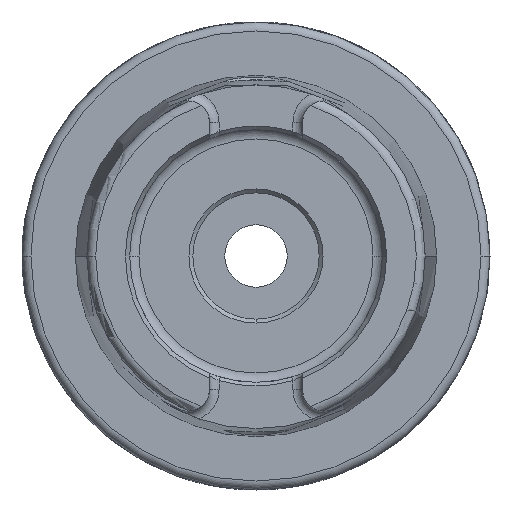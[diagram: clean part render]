
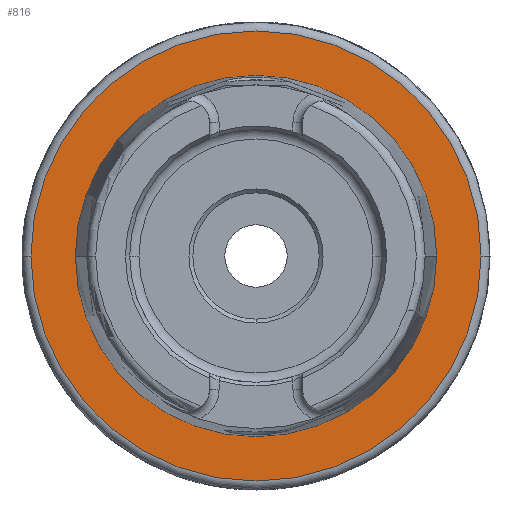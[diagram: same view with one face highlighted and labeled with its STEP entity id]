
A CAD part, left-side view. The second image highlights one B-rep face of the part: STEP entity #816.
In plain terms, the highlighted planar face has unit normal (-1, 0, 0).
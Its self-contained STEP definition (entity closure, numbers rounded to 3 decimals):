
#160 = CARTESIAN_POINT ( 'NONE',  ( 0., 0., 0. ) ) ;
#238 = CARTESIAN_POINT ( 'NONE',  ( 0., 0., 0. ) ) ;
#300 = DIRECTION ( 'NONE',  ( 1., 0., 0. ) ) ;
#816 = ADVANCED_FACE ( 'NONE', ( #4816, #5056 ), #12835, .T. ) ;
#1690 = AXIS2_PLACEMENT_3D ( 'NONE', #9835, #3897, #6873 ) ;
#1715 = ORIENTED_EDGE ( 'NONE', *, *, #4237, .F. ) ;
#1760 = AXIS2_PLACEMENT_3D ( 'NONE', #238, #6981, #9153 ) ;
#2167 = EDGE_CURVE ( 'NONE', #6948, #10672, #12035, .T. ) ;
#2220 = DIRECTION ( 'NONE',  ( 0., 1., 0. ) ) ;
#2224 = CARTESIAN_POINT ( 'NONE',  ( 0., 0., 0. ) ) ;
#2367 = DIRECTION ( 'NONE',  ( 0., 1., 0. ) ) ;
#2519 = CARTESIAN_POINT ( 'NONE',  ( 0., 24.321, 0. ) ) ;
#3078 = AXIS2_PLACEMENT_3D ( 'NONE', #160, #8076, #2220 ) ;
#3897 = DIRECTION ( 'NONE',  ( -1., 0., 0. ) ) ;
#4237 = EDGE_CURVE ( 'NONE', #11799, #9568, #4334, .T. ) ;
#4330 = ORIENTED_EDGE ( 'NONE', *, *, #4347, .T. ) ;
#4334 = CIRCLE ( 'NONE', #7853, 30.3 ) ;
#4347 = EDGE_CURVE ( 'NONE', #10672, #6948, #8921, .T. ) ;
#4536 = AXIS2_PLACEMENT_3D ( 'NONE', #2224, #300, #2367 ) ;
#4816 = FACE_BOUND ( 'NONE', #8623, .T. ) ;
#4909 = CARTESIAN_POINT ( 'NONE',  ( 0., 0., 0. ) ) ;
#5056 = FACE_OUTER_BOUND ( 'NONE', #10810, .T. ) ;
#6432 = ORIENTED_EDGE ( 'NONE', *, *, #2167, .T. ) ;
#6873 = DIRECTION ( 'NONE',  ( 0., -1., 0. ) ) ;
#6948 = VERTEX_POINT ( 'NONE', #12876 ) ;
#6981 = DIRECTION ( 'NONE',  ( 1., 0., 0. ) ) ;
#7718 = ORIENTED_EDGE ( 'NONE', *, *, #9919, .F. ) ;
#7853 = AXIS2_PLACEMENT_3D ( 'NONE', #4909, #7884, #11885 ) ;
#7884 = DIRECTION ( 'NONE',  ( 1., 0., 0. ) ) ;
#8076 = DIRECTION ( 'NONE',  ( 1., 0., 0. ) ) ;
#8623 = EDGE_LOOP ( 'NONE', ( #4330, #6432 ) ) ;
#8921 = CIRCLE ( 'NONE', #3078, 24.321 ) ;
#9153 = DIRECTION ( 'NONE',  ( 0., 1., 0. ) ) ;
#9568 = VERTEX_POINT ( 'NONE', #11653 ) ;
#9835 = CARTESIAN_POINT ( 'NONE',  ( 0., 24.321, 0. ) ) ;
#9919 = EDGE_CURVE ( 'NONE', #9568, #11799, #12385, .T. ) ;
#10672 = VERTEX_POINT ( 'NONE', #2519 ) ;
#10802 = CARTESIAN_POINT ( 'NONE',  ( 0., -30.3, 0. ) ) ;
#10810 = EDGE_LOOP ( 'NONE', ( #7718, #1715 ) ) ;
#11653 = CARTESIAN_POINT ( 'NONE',  ( 0., 30.3, 0. ) ) ;
#11799 = VERTEX_POINT ( 'NONE', #10802 ) ;
#11885 = DIRECTION ( 'NONE',  ( 0., 1., 0. ) ) ;
#12035 = CIRCLE ( 'NONE', #4536, 24.321 ) ;
#12385 = CIRCLE ( 'NONE', #1760, 30.3 ) ;
#12835 = PLANE ( 'NONE',  #1690 ) ;
#12876 = CARTESIAN_POINT ( 'NONE',  ( 0., -24.321, 0. ) ) ;
